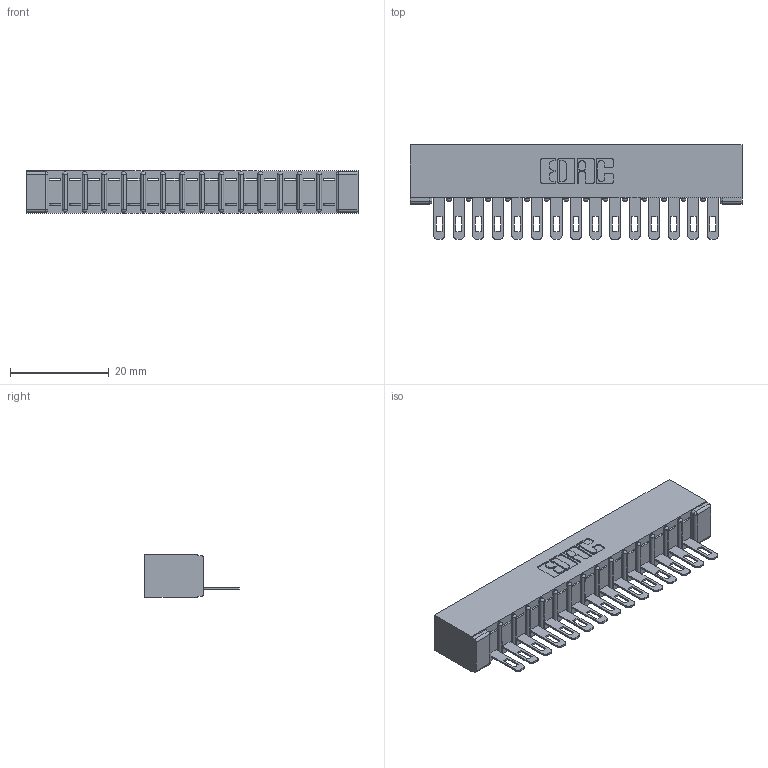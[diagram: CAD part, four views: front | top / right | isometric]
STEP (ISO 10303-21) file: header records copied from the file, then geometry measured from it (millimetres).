
FILE_DESCRIPTION (( 'STEP AP203' ), '1' );
FILE_NAME ('307-015-405-101.STEP', '2020-09-25T16:20:12', ( '' ), ( '' ), 'SwSTEP 2.0', 'SolidWorks 2020', '' );
FILE_SCHEMA (( 'CONFIG_CONTROL_DESIGN' ));
Length unit declared in the file: inch
Products named in the file (3): 307-015-405-101; 307 Part_No Mounting Lugs; 307-290-001_505
Assembly tree (16 placements, depth 2):
  307-015-405-101
    307 Part_No Mounting Lugs
    307-290-001_505  x15
Bounding box: 67.31 x 19.18 x 8.71 mm (x, y, z)
Volume: 4486.1 mm3; surface area: 7125.3 mm2
Topology: 16 solids, 16 shells, 966 faces, 2729 edges, 1754 vertices
Faces by surface type: plane 606, cylinder 328, sphere 32
Entity records: 15884 total; most frequent: CARTESIAN_POINT 2664, ORIENTED_EDGE 2650, DIRECTION 2607, EDGE_CURVE 1325, VECTOR 1005, LINE 1005, VERTEX_POINT 858, AXIS2_PLACEMENT_3D 801
